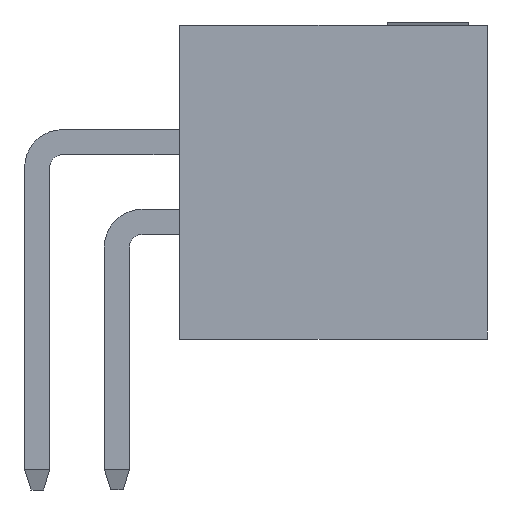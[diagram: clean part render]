
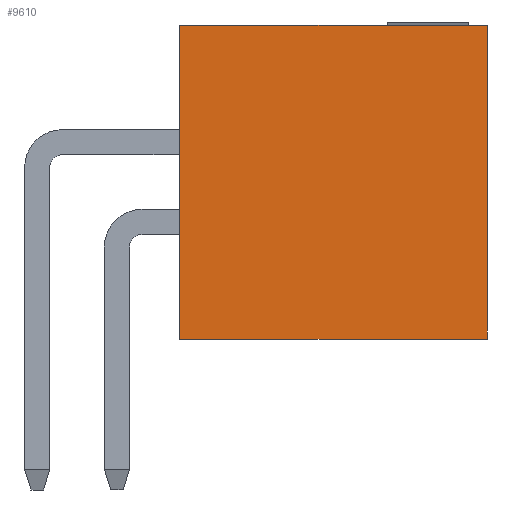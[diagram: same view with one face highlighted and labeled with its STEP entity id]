
A CAD part, front view. The second image highlights one B-rep face of the part: STEP entity #9610.
In plain terms, the highlighted face is planar.
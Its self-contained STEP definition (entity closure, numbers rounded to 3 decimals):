
#503=ORIENTED_EDGE('',*,*,#2345,.F.);
#504=ORIENTED_EDGE('',*,*,#2346,.F.);
#505=ORIENTED_EDGE('',*,*,#2347,.T.);
#506=ORIENTED_EDGE('',*,*,#2348,.T.);
#2345=EDGE_CURVE('',#3260,#3261,#3949,.T.);
#2346=EDGE_CURVE('',#3262,#3260,#3950,.T.);
#2347=EDGE_CURVE('',#3262,#3263,#3951,.T.);
#2348=EDGE_CURVE('',#3263,#3261,#3952,.T.);
#3260=VERTEX_POINT('',#12746);
#3261=VERTEX_POINT('',#12747);
#3262=VERTEX_POINT('',#12749);
#3263=VERTEX_POINT('',#12751);
#3949=LINE('',#12745,#4893);
#3950=LINE('',#12748,#4894);
#3951=LINE('',#12750,#4895);
#3952=LINE('',#12752,#4896);
#4893=VECTOR('',#10809,1000.);
#4894=VECTOR('',#10810,1000.);
#4895=VECTOR('',#10811,1000.);
#4896=VECTOR('',#10812,1000.);
#5656=EDGE_LOOP('',(#503,#504,#505,#506));
#6064=FACE_BOUND('',#5656,.T.);
#6472=PLANE('',#10012);
#9610=ADVANCED_FACE('',(#6064),#6472,.T.);
#10012=AXIS2_PLACEMENT_3D('',#12744,#10807,#10808);
#10807=DIRECTION('',(1.,0.,0.));
#10808=DIRECTION('',(0.,0.,-1.));
#10809=DIRECTION('',(0.,0.,-1.));
#10810=DIRECTION('',(0.,1.,0.));
#10811=DIRECTION('',(0.,0.,-1.));
#10812=DIRECTION('',(0.,1.,0.));
#12744=CARTESIAN_POINT('',(6.985,-2.5,2.45));
#12745=CARTESIAN_POINT('',(6.985,2.5,2.45));
#12746=CARTESIAN_POINT('',(6.985,2.5,2.45));
#12747=CARTESIAN_POINT('',(6.985,2.5,-2.45));
#12748=CARTESIAN_POINT('',(6.985,-2.5,2.45));
#12749=CARTESIAN_POINT('',(6.985,-2.5,2.45));
#12750=CARTESIAN_POINT('',(6.985,-2.5,2.45));
#12751=CARTESIAN_POINT('',(6.985,-2.5,-2.45));
#12752=CARTESIAN_POINT('',(6.985,-2.5,-2.45));
